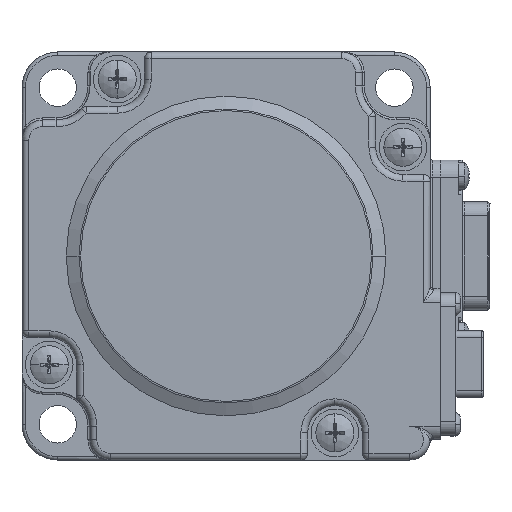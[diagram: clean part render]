
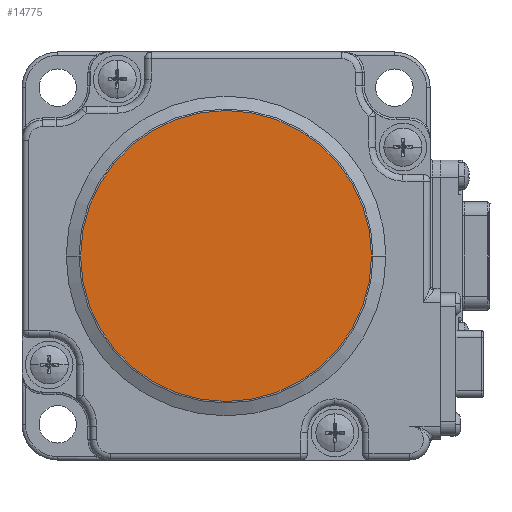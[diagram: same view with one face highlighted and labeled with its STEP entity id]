
A CAD part, front view. The second image highlights one B-rep face of the part: STEP entity #14775.
In plain terms, the highlighted planar face has unit normal (0, -1, 0).
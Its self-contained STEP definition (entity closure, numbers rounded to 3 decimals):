
#1742 = VERTEX_POINT ( 'NONE', #22862 ) ;
#3636 = ORIENTED_EDGE ( 'NONE', *, *, #27814, .T. ) ;
#3889 = DIRECTION ( 'NONE',  ( -1., 0., 0. ) ) ;
#5713 = ORIENTED_EDGE ( 'NONE', *, *, #20120, .T. ) ;
#6986 = EDGE_LOOP ( 'NONE', ( #5713, #3636 ) ) ;
#10043 = CARTESIAN_POINT ( 'NONE',  ( 0., -87.15, 0. ) ) ;
#11404 = CARTESIAN_POINT ( 'NONE',  ( 0., -87.15, 0. ) ) ;
#11864 = CARTESIAN_POINT ( 'NONE',  ( -21.382, -87.15, 0. ) ) ;
#13358 = AXIS2_PLACEMENT_3D ( 'NONE', #10043, #18575, #27961 ) ;
#13607 = DIRECTION ( 'NONE',  ( -1., 0., 0. ) ) ;
#13749 = PLANE ( 'NONE',  #18816 ) ;
#14021 = VERTEX_POINT ( 'NONE', #11864 ) ;
#14762 = AXIS2_PLACEMENT_3D ( 'NONE', #28694, #24297, #3889 ) ;
#14775 = ADVANCED_FACE ( 'NONE', ( #24918 ), #13749, .T. ) ;
#18575 = DIRECTION ( 'NONE',  ( 0., -1., 0. ) ) ;
#18816 = AXIS2_PLACEMENT_3D ( 'NONE', #11404, #25051, #13607 ) ;
#18990 = CIRCLE ( 'NONE', #13358, 21.382 ) ;
#20120 = EDGE_CURVE ( 'NONE', #14021, #1742, #18990, .T. ) ;
#22298 = CIRCLE ( 'NONE', #14762, 21.382 ) ;
#22862 = CARTESIAN_POINT ( 'NONE',  ( 21.382, -87.15, 0. ) ) ;
#24297 = DIRECTION ( 'NONE',  ( 0., -1., 0. ) ) ;
#24918 = FACE_OUTER_BOUND ( 'NONE', #6986, .T. ) ;
#25051 = DIRECTION ( 'NONE',  ( 0., -1., 0. ) ) ;
#27814 = EDGE_CURVE ( 'NONE', #1742, #14021, #22298, .T. ) ;
#27961 = DIRECTION ( 'NONE',  ( -1., 0., 0. ) ) ;
#28694 = CARTESIAN_POINT ( 'NONE',  ( 0., -87.15, 0. ) ) ;
